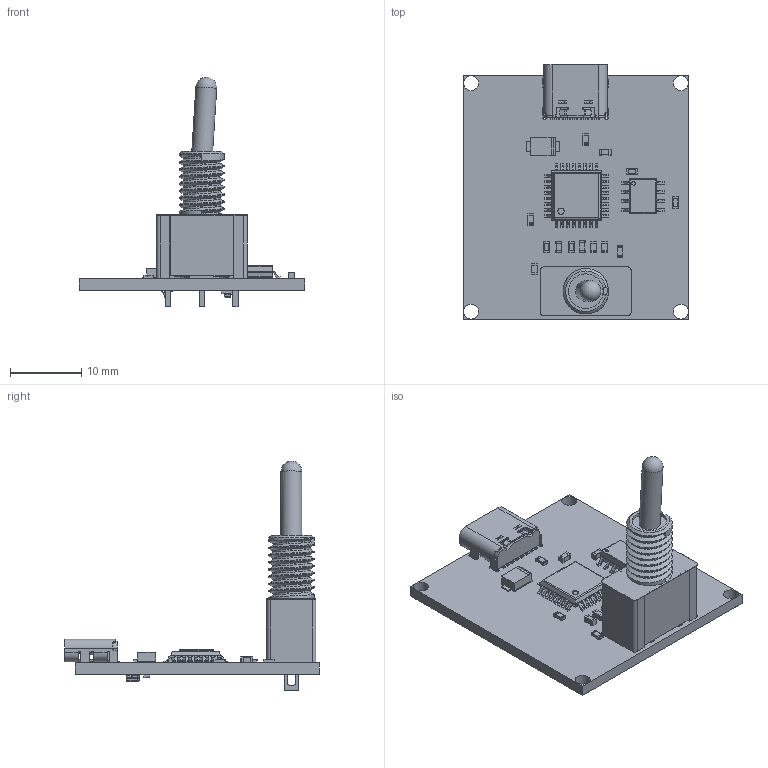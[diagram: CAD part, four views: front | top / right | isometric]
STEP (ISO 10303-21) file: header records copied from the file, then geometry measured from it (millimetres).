
FILE_DESCRIPTION(/* description */ ('KiCad electronic assembly'),/* implementation_level */ '2;1');
FILE_NAME(/* name */ 'pcb.step',/* time_stamp */ '2026-02-01T18:31:27+01:00',/* author */ (''),/* organization */ (''),/* preprocessor_version */ 'ST-DEVELOPER v20.1',/* originating_system */ 'Autodesk Translation Framework v14.10.0.0',/* authorisation */ '');
FILE_SCHEMA (('AUTOMOTIVE_DESIGN { 1 0 10303 214 3 1 1 }'));
Length unit declared in the file: millimetre
Products named in the file (18): pcb 1; SMA6L5.0A_TR13; ASSEMBLY; MCP1726-3302E_SNVAO; ASSEMBLY_1; STM32F042K6T6; ASSEMBLY_2; TYPE-C_16PIN_2MD__073_; TYPE-C 16PIN 2MD -073; 1MS1T1B1M1QES; toggle_switch_1ms1t1b1m1qes; turnsignals_PCB; C_0603_1608Metric; C_0603_1608Metric_1; RCLAMP0502BATCT; ASSEMBLY_3; R_0603_1608Metric; R_0603_1608Metric_1
Assembly tree (30 placements, depth 3):
  pcb 1
    R_0603_1608Metric  x7
      R_0603_1608Metric_1
    C_0603_1608Metric  x7
      C_0603_1608Metric_1
    SMA6L5.0A_TR13
      ASSEMBLY
    MCP1726-3302E_SNVAO
      ASSEMBLY_1
    STM32F042K6T6
      ASSEMBLY_2
    TYPE-C_16PIN_2MD__073_
      TYPE-C 16PIN 2MD -073
    1MS1T1B1M1QES
      toggle_switch_1ms1t1b1m1qes
    RCLAMP0502BATCT  x2
      ASSEMBLY_3
    turnsignals_PCB
Bounding box: 31.55 x 35.65 x 32.11 mm (x, y, z)
Volume: 2988.2 mm3; surface area: 4578.9 mm2
Topology: 100 solids, 100 shells, 2097 faces, 5317 edges, 3441 vertices
Faces by surface type: plane 1461, cylinder 557, cone 45, bspline 25, sphere 5, torus 4
Full cylindrical faces by diameter (mm): 0.1 x2, 0.487 x1, 0.5 x2, 0.65 x2, 0.875 x1, 2.1 x4, 2.92 x1, 4.85 x1
Entity records: 57925 total; most frequent: CARTESIAN_POINT 15616, ORIENTED_EDGE 8632, DIRECTION 8487, EDGE_CURVE 4316, LINE 3391, VECTOR 3391, VERTEX_POINT 2797, AXIS2_PLACEMENT_3D 2548
